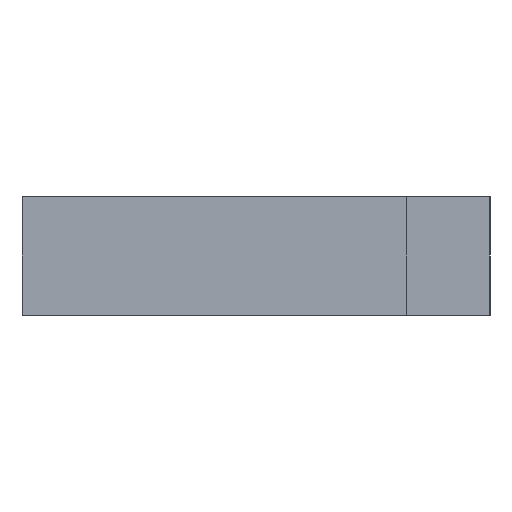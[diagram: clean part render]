
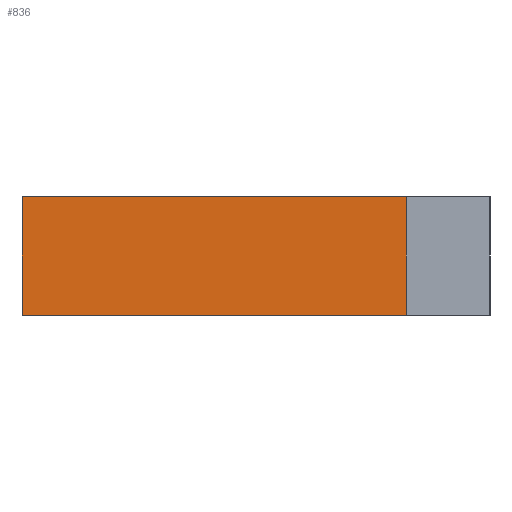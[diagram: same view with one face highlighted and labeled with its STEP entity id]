
A CAD part, left-side view. The second image highlights one B-rep face of the part: STEP entity #836.
In plain terms, the highlighted planar face has unit normal (-1, 0, 0).
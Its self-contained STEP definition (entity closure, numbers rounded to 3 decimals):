
#9 = LINE ( 'NONE', #974, #950 ) ;
#37 = VERTEX_POINT ( 'NONE', #283 ) ;
#47 = LINE ( 'NONE', #825, #1215 ) ;
#126 = VERTEX_POINT ( 'NONE', #153 ) ;
#130 = EDGE_CURVE ( 'NONE', #733, #37, #47, .T. ) ;
#153 = CARTESIAN_POINT ( 'NONE',  ( -38., 12., -6.5 ) ) ;
#159 = ORIENTED_EDGE ( 'NONE', *, *, #639, .F. ) ;
#209 = VECTOR ( 'NONE', #855, 1000. ) ;
#217 = LINE ( 'NONE', #310, #388 ) ;
#283 = CARTESIAN_POINT ( 'NONE',  ( -38., 0., 32.5 ) ) ;
#289 = CARTESIAN_POINT ( 'NONE',  ( -38., 12., 32.5 ) ) ;
#310 = CARTESIAN_POINT ( 'NONE',  ( -38., 12., 32.5 ) ) ;
#366 = ORIENTED_EDGE ( 'NONE', *, *, #130, .T. ) ;
#388 = VECTOR ( 'NONE', #411, 1000. ) ;
#391 = AXIS2_PLACEMENT_3D ( 'NONE', #565, #756, #453 ) ;
#411 = DIRECTION ( 'NONE',  ( 0., -1., 0. ) ) ;
#416 = ORIENTED_EDGE ( 'NONE', *, *, #487, .F. ) ;
#453 = DIRECTION ( 'NONE',  ( 0., 1., 0. ) ) ;
#487 = EDGE_CURVE ( 'NONE', #126, #542, #9, .T. ) ;
#542 = VERTEX_POINT ( 'NONE', #289 ) ;
#565 = CARTESIAN_POINT ( 'NONE',  ( -38., 0., 0. ) ) ;
#639 = EDGE_CURVE ( 'NONE', #542, #37, #217, .T. ) ;
#699 = CARTESIAN_POINT ( 'NONE',  ( -38., 0., -6.5 ) ) ;
#733 = VERTEX_POINT ( 'NONE', #699 ) ;
#745 = EDGE_LOOP ( 'NONE', ( #416, #1101, #366, #159 ) ) ;
#750 = CARTESIAN_POINT ( 'NONE',  ( -38., 27., -6.5 ) ) ;
#756 = DIRECTION ( 'NONE',  ( -1., 0., 0. ) ) ;
#825 = CARTESIAN_POINT ( 'NONE',  ( -38., 0., 32.5 ) ) ;
#836 = ADVANCED_FACE ( 'NONE', ( #1241 ), #947, .T. ) ;
#855 = DIRECTION ( 'NONE',  ( 0., -1., 0. ) ) ;
#865 = DIRECTION ( 'NONE',  ( 0., 0., 1. ) ) ;
#947 = PLANE ( 'NONE',  #391 ) ;
#950 = VECTOR ( 'NONE', #865, 1000. ) ;
#959 = LINE ( 'NONE', #750, #209 ) ;
#974 = CARTESIAN_POINT ( 'NONE',  ( -38., 12., 12.5 ) ) ;
#1028 = EDGE_CURVE ( 'NONE', #126, #733, #959, .T. ) ;
#1101 = ORIENTED_EDGE ( 'NONE', *, *, #1028, .T. ) ;
#1135 = DIRECTION ( 'NONE',  ( 0., 0., 1. ) ) ;
#1215 = VECTOR ( 'NONE', #1135, 1000. ) ;
#1241 = FACE_OUTER_BOUND ( 'NONE', #745, .T. ) ;
